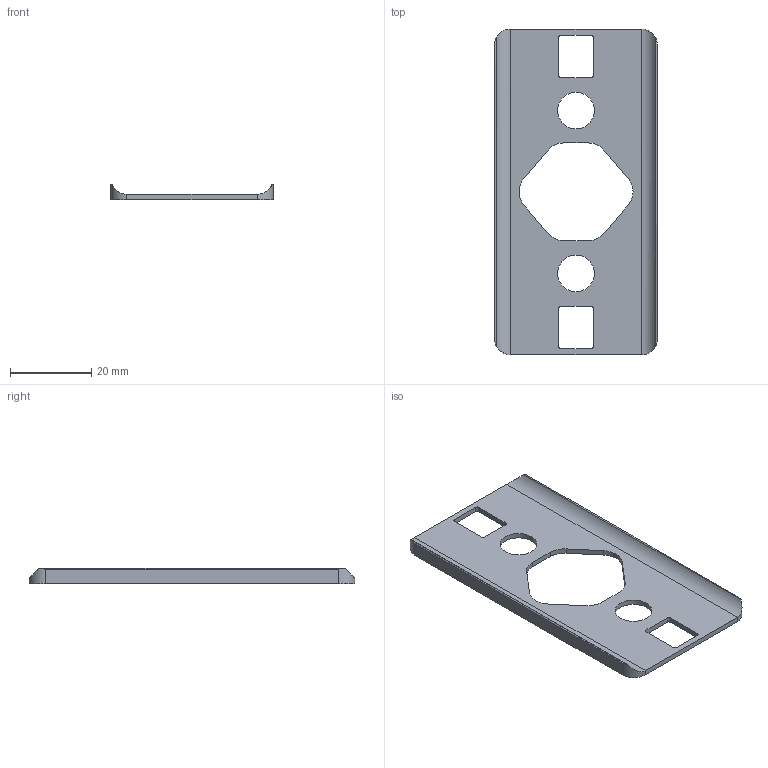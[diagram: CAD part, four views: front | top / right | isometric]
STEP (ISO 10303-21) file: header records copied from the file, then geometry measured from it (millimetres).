
FILE_DESCRIPTION (( 'STEP AP203' ), '1' );
FILE_NAME ('282048005_c_1.STEP', '2022-11-17T05:07:31', ( '' ), ( '' ), 'SwSTEP 2.0', 'SolidWorks 2014', '' );
FILE_SCHEMA (( 'CONFIG_CONTROL_DESIGN' ));
Length unit declared in the file: millimetre
Products named in the file (1): 282048005_c_1
Bounding box: 40 x 80 x 3.71 mm (x, y, z)
Volume: 3606.1 mm3; surface area: 5871.4 mm2
Topology: 1 solids, 1 shells, 47 faces, 131 edges, 86 vertices
Faces by surface type: cylinder 27, plane 20
Entity records: 1652 total; most frequent: CARTESIAN_POINT 325, ORIENTED_EDGE 262, DIRECTION 261, EDGE_CURVE 131, AXIS2_PLACEMENT_3D 90, VERTEX_POINT 86, VECTOR 81, LINE 81
